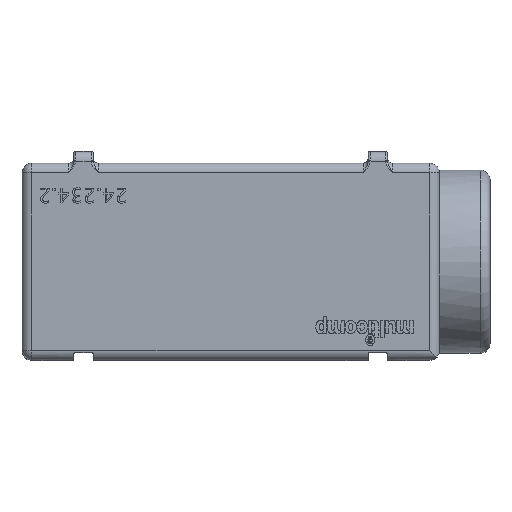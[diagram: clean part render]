
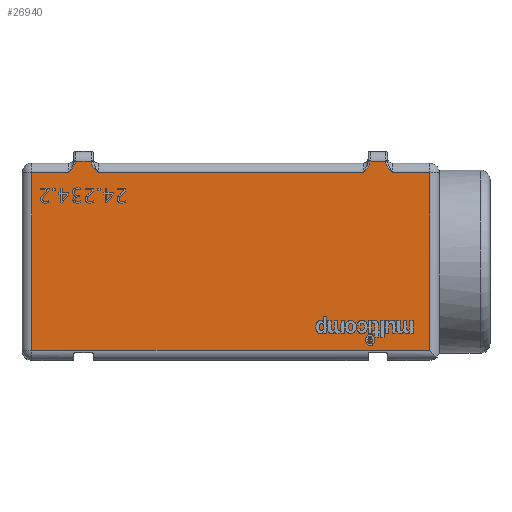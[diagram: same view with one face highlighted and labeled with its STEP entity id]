
A CAD part, top view. The second image highlights one B-rep face of the part: STEP entity #26940.
In plain terms, the highlighted face is planar.
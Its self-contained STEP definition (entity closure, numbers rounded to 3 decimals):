
#289 = VECTOR ( 'NONE', #5145, 1000. ) ;
#381 = VERTEX_POINT ( 'NONE', #10764 ) ;
#535 = B_SPLINE_CURVE_WITH_KNOTS ( 'NONE', 3,
 ( #22626, #25064, #21045, #20758, #24932, #16487 ),
 .UNSPECIFIED., .F., .F.,
 ( 4, 2, 4 ),
 ( 0., 0., 0.001 ),
 .UNSPECIFIED. ) ;
#721 = CARTESIAN_POINT ( 'NONE',  ( 7.956, 6.5, 0.019 ) ) ;
#902 = CARTESIAN_POINT ( 'NONE',  ( -10.7, 6.5, 9.6 ) ) ;
#1228 = CARTESIAN_POINT ( 'NONE',  ( -10.2, 6.5, 10.1 ) ) ;
#1364 = VERTEX_POINT ( 'NONE', #23376 ) ;
#1505 = LINE ( 'NONE', #1228, #24880 ) ;
#2143 = DIRECTION ( 'NONE',  ( 0., 0., -1. ) ) ;
#2369 = LINE ( 'NONE', #13472, #27979 ) ;
#2653 = CARTESIAN_POINT ( 'NONE',  ( 7.138, 6.5, 0.019 ) ) ;
#2744 = ORIENTED_EDGE ( 'NONE', *, *, #18153, .T. ) ;
#2854 = VERTEX_POINT ( 'NONE', #7521 ) ;
#3259 = CARTESIAN_POINT ( 'NONE',  ( 8.135, 6.5, 0.327 ) ) ;
#3420 = CARTESIAN_POINT ( 'NONE',  ( 7.948, 6.5, -0.1 ) ) ;
#3460 = VERTEX_POINT ( 'NONE', #7176 ) ;
#3618 = CARTESIAN_POINT ( 'NONE',  ( -6.878, 6.5, 0.414 ) ) ;
#3816 = CARTESIAN_POINT ( 'NONE',  ( -10.2, 6.5, 0.5 ) ) ;
#4069 = VERTEX_POINT ( 'NONE', #25010 ) ;
#4320 = AXIS2_PLACEMENT_3D ( 'NONE', #24893, #13904, #24755 ) ;
#4332 = EDGE_CURVE ( 'NONE', #21538, #4069, #22637, .T. ) ;
#4791 = ORIENTED_EDGE ( 'NONE', *, *, #21291, .T. ) ;
#5145 = DIRECTION ( 'NONE',  ( -1., 0., 0. ) ) ;
#5350 = DIRECTION ( 'NONE',  ( 0., 0., 1. ) ) ;
#5355 = CARTESIAN_POINT ( 'NONE',  ( 6.797, 6.5, 0.5 ) ) ;
#5417 = CARTESIAN_POINT ( 'NONE',  ( -10.7, 6.5, -0.1 ) ) ;
#5864 = EDGE_CURVE ( 'NONE', #3460, #21538, #2369, .T. ) ;
#6212 = ORIENTED_EDGE ( 'NONE', *, *, #15380, .T. ) ;
#7176 = CARTESIAN_POINT ( 'NONE',  ( 6.797, 6.5, 0.5 ) ) ;
#7347 = CARTESIAN_POINT ( 'NONE',  ( 6.877, 6.5, 0.414 ) ) ;
#7379 = VERTEX_POINT ( 'NONE', #22689 ) ;
#7521 = CARTESIAN_POINT ( 'NONE',  ( -7.948, 6.5, -0.1 ) ) ;
#8309 = CARTESIAN_POINT ( 'NONE',  ( 8.297, 6.5, 0.5 ) ) ;
#8609 = CARTESIAN_POINT ( 'NONE',  ( -6.797, 6.5, 0.5 ) ) ;
#8692 = CARTESIAN_POINT ( 'NONE',  ( 10.2, 6.5, 10.1 ) ) ;
#9552 = ORIENTED_EDGE ( 'NONE', *, *, #19982, .T. ) ;
#10000 = VERTEX_POINT ( 'NONE', #3816 ) ;
#10764 = CARTESIAN_POINT ( 'NONE',  ( 10.2, 6.5, 0.5 ) ) ;
#10935 = PLANE ( 'NONE',  #4320 ) ;
#11275 = CARTESIAN_POINT ( 'NONE',  ( -10.7, 6.5, 0.5 ) ) ;
#11501 = CARTESIAN_POINT ( 'NONE',  ( 7.089, 6.5, 0.13 ) ) ;
#11550 = ORIENTED_EDGE ( 'NONE', *, *, #21044, .T. ) ;
#12206 = VERTEX_POINT ( 'NONE', #8309 ) ;
#12582 = EDGE_CURVE ( 'NONE', #1364, #381, #12678, .T. ) ;
#12678 = LINE ( 'NONE', #8692, #18182 ) ;
#13472 = CARTESIAN_POINT ( 'NONE',  ( -7.047, 6.5, 0.5 ) ) ;
#13492 = VERTEX_POINT ( 'NONE', #3420 ) ;
#13618 = VECTOR ( 'NONE', #14372, 1000. ) ;
#13763 = FACE_OUTER_BOUND ( 'NONE', #22985, .T. ) ;
#13904 = DIRECTION ( 'NONE',  ( 0., -1., 0. ) ) ;
#13926 = CARTESIAN_POINT ( 'NONE',  ( 8.005, 6.5, 0.13 ) ) ;
#13979 = CARTESIAN_POINT ( 'NONE',  ( -6.959, 6.5, 0.327 ) ) ;
#14146 = VECTOR ( 'NONE', #19318, 1000. ) ;
#14161 = ORIENTED_EDGE ( 'NONE', *, *, #20792, .T. ) ;
#14372 = DIRECTION ( 'NONE',  ( 1., 0., 0. ) ) ;
#14867 = VECTOR ( 'NONE', #25699, 1000. ) ;
#15380 = EDGE_CURVE ( 'NONE', #13492, #7379, #17010, .T. ) ;
#15902 = CARTESIAN_POINT ( 'NONE',  ( 8.216, 6.5, 0.414 ) ) ;
#16086 = CARTESIAN_POINT ( 'NONE',  ( -8.297, 6.5, 0.5 ) ) ;
#16358 = LINE ( 'NONE', #902, #13618 ) ;
#16487 = CARTESIAN_POINT ( 'NONE',  ( -8.297, 6.5, 0.5 ) ) ;
#16828 = B_SPLINE_CURVE_WITH_KNOTS ( 'NONE', 3,
 ( #24734, #2653, #11501, #20567, #7347, #5355 ),
 .UNSPECIFIED., .F., .F.,
 ( 4, 2, 4 ),
 ( 0., 0., 0.001 ),
 .UNSPECIFIED. ) ;
#16968 = LINE ( 'NONE', #19271, #14867 ) ;
#17010 = LINE ( 'NONE', #25743, #14146 ) ;
#17643 = ORIENTED_EDGE ( 'NONE', *, *, #4332, .T. ) ;
#18139 = B_SPLINE_CURVE_WITH_KNOTS ( 'NONE', 3,
 ( #18315, #15902, #3259, #13926, #721, #24634 ),
 .UNSPECIFIED., .F., .F.,
 ( 4, 2, 4 ),
 ( 0., 0., 0.001 ),
 .UNSPECIFIED. ) ;
#18141 = ORIENTED_EDGE ( 'NONE', *, *, #5864, .T. ) ;
#18153 = EDGE_CURVE ( 'NONE', #381, #12206, #16968, .T. ) ;
#18182 = VECTOR ( 'NONE', #2143, 1000. ) ;
#18315 = CARTESIAN_POINT ( 'NONE',  ( 8.297, 6.5, 0.5 ) ) ;
#18621 = DIRECTION ( 'NONE',  ( -1., 0., 0. ) ) ;
#18657 = CARTESIAN_POINT ( 'NONE',  ( -6.797, 6.5, 0.5 ) ) ;
#19271 = CARTESIAN_POINT ( 'NONE',  ( 8.047, 6.5, 0.5 ) ) ;
#19318 = DIRECTION ( 'NONE',  ( -1., 0., 0. ) ) ;
#19383 = ORIENTED_EDGE ( 'NONE', *, *, #23737, .T. ) ;
#19982 = EDGE_CURVE ( 'NONE', #4069, #2854, #26939, .T. ) ;
#20567 = CARTESIAN_POINT ( 'NONE',  ( 6.959, 6.5, 0.326 ) ) ;
#20713 = ORIENTED_EDGE ( 'NONE', *, *, #22276, .T. ) ;
#20744 = ORIENTED_EDGE ( 'NONE', *, *, #12582, .T. ) ;
#20758 = CARTESIAN_POINT ( 'NONE',  ( -8.135, 6.5, 0.326 ) ) ;
#20786 = ORIENTED_EDGE ( 'NONE', *, *, #23039, .T. ) ;
#20792 = EDGE_CURVE ( 'NONE', #7379, #3460, #16828, .T. ) ;
#21044 = EDGE_CURVE ( 'NONE', #25894, #1364, #16358, .T. ) ;
#21045 = CARTESIAN_POINT ( 'NONE',  ( -8.005, 6.5, 0.13 ) ) ;
#21094 = VERTEX_POINT ( 'NONE', #16086 ) ;
#21291 = EDGE_CURVE ( 'NONE', #12206, #13492, #18139, .T. ) ;
#21538 = VERTEX_POINT ( 'NONE', #8609 ) ;
#21874 = DIRECTION ( 'NONE',  ( -1., 0., 0. ) ) ;
#22276 = EDGE_CURVE ( 'NONE', #2854, #21094, #535, .T. ) ;
#22363 = LINE ( 'NONE', #11275, #289 ) ;
#22626 = CARTESIAN_POINT ( 'NONE',  ( -7.948, 6.5, -0.1 ) ) ;
#22637 = B_SPLINE_CURVE_WITH_KNOTS ( 'NONE', 3,
 ( #18657, #3618, #13979, #24975, #24702, #22670 ),
 .UNSPECIFIED., .F., .F.,
 ( 4, 2, 4 ),
 ( 0., 0., 0.001 ),
 .UNSPECIFIED. ) ;
#22664 = VECTOR ( 'NONE', #18621, 1000. ) ;
#22670 = CARTESIAN_POINT ( 'NONE',  ( -7.146, 6.5, -0.1 ) ) ;
#22689 = CARTESIAN_POINT ( 'NONE',  ( 7.146, 6.5, -0.1 ) ) ;
#22985 = EDGE_LOOP ( 'NONE', ( #18141, #17643, #9552, #20713, #20786, #19383, #11550, #20744, #2744, #4791, #6212, #14161 ) ) ;
#23021 = CARTESIAN_POINT ( 'NONE',  ( -10.2, 6.5, 9.6 ) ) ;
#23039 = EDGE_CURVE ( 'NONE', #21094, #10000, #22363, .T. ) ;
#23376 = CARTESIAN_POINT ( 'NONE',  ( 10.2, 6.5, 9.6 ) ) ;
#23737 = EDGE_CURVE ( 'NONE', #10000, #25894, #1505, .T. ) ;
#24634 = CARTESIAN_POINT ( 'NONE',  ( 7.948, 6.5, -0.1 ) ) ;
#24702 = CARTESIAN_POINT ( 'NONE',  ( -7.138, 6.5, 0.019 ) ) ;
#24734 = CARTESIAN_POINT ( 'NONE',  ( 7.146, 6.5, -0.1 ) ) ;
#24755 = DIRECTION ( 'NONE',  ( 0., 0., -1. ) ) ;
#24880 = VECTOR ( 'NONE', #5350, 1000. ) ;
#24893 = CARTESIAN_POINT ( 'NONE',  ( -10.7, 6.5, 10.1 ) ) ;
#24932 = CARTESIAN_POINT ( 'NONE',  ( -8.216, 6.5, 0.414 ) ) ;
#24975 = CARTESIAN_POINT ( 'NONE',  ( -7.089, 6.5, 0.13 ) ) ;
#25010 = CARTESIAN_POINT ( 'NONE',  ( -7.146, 6.5, -0.1 ) ) ;
#25064 = CARTESIAN_POINT ( 'NONE',  ( -7.956, 6.5, 0.019 ) ) ;
#25699 = DIRECTION ( 'NONE',  ( -1., 0., 0. ) ) ;
#25743 = CARTESIAN_POINT ( 'NONE',  ( -10.7, 6.5, -0.1 ) ) ;
#25894 = VERTEX_POINT ( 'NONE', #23021 ) ;
#26939 = LINE ( 'NONE', #5417, #22664 ) ;
#26940 = ADVANCED_FACE ( 'NONE', ( #13763 ), #10935, .F. ) ;
#27979 = VECTOR ( 'NONE', #21874, 1000. ) ;
